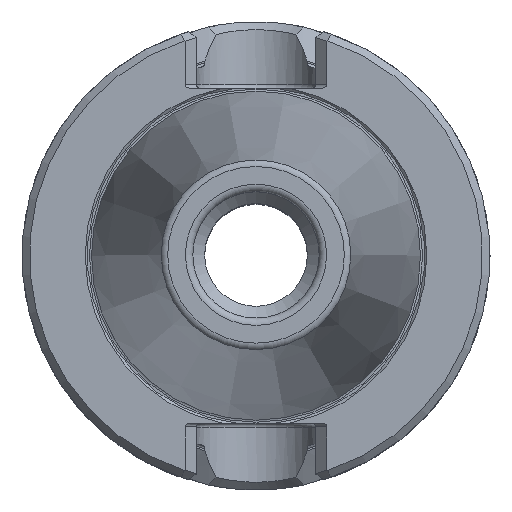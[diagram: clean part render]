
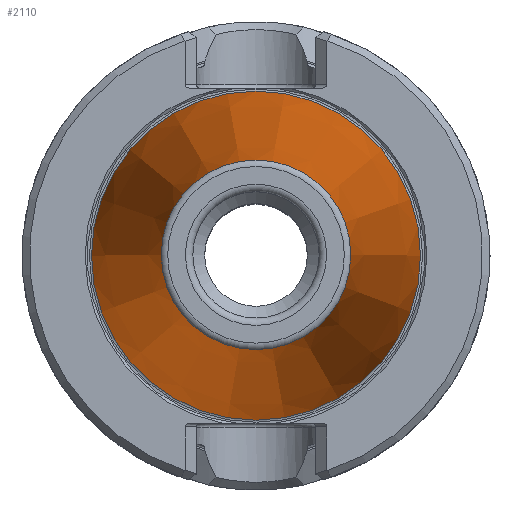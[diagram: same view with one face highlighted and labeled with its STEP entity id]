
A CAD part, top view. The second image highlights one B-rep face of the part: STEP entity #2110.
In plain terms, the highlighted conical face has half-angle 8.297 degrees and reference radius 12.396 mm.
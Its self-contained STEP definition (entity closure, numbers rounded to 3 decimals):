
#254=CONICAL_SURFACE('',#2252,12.396,0.145);
#339=ORIENTED_EDGE('',*,*,#691,.T.);
#340=ORIENTED_EDGE('',*,*,#690,.F.);
#690=EDGE_CURVE('',#884,#884,#1024,.F.);
#691=EDGE_CURVE('',#885,#885,#1025,.F.);
#884=VERTEX_POINT('',#2877);
#885=VERTEX_POINT('',#2880);
#1024=CIRCLE('',#2251,12.763);
#1025=CIRCLE('',#2253,22.149);
#1137=EDGE_LOOP('',(#339));
#1138=EDGE_LOOP('',(#340));
#1281=FACE_BOUND('',#1137,.T.);
#1282=FACE_BOUND('',#1138,.T.);
#2110=ADVANCED_FACE('',(#1281,#1282),#254,.T.);
#2251=AXIS2_PLACEMENT_3D('',#2876,#2504,#2505);
#2252=AXIS2_PLACEMENT_3D('',#2878,#2506,#2507);
#2253=AXIS2_PLACEMENT_3D('',#2879,#2508,#2509);
#2504=DIRECTION('',(0.,0.,-1.));
#2505=DIRECTION('',(-1.,0.,0.));
#2506=DIRECTION('',(0.,0.,-1.));
#2507=DIRECTION('',(-1.,0.,0.));
#2508=DIRECTION('',(0.,0.,-1.));
#2509=DIRECTION('',(-1.,0.,0.));
#2876=CARTESIAN_POINT('',(0.,0.,64.886));
#2877=CARTESIAN_POINT('',(-12.763,0.,64.886));
#2878=CARTESIAN_POINT('',(0.,0.,67.4));
#2879=CARTESIAN_POINT('',(0.,0.,0.524));
#2880=CARTESIAN_POINT('',(-22.149,0.,0.524));
